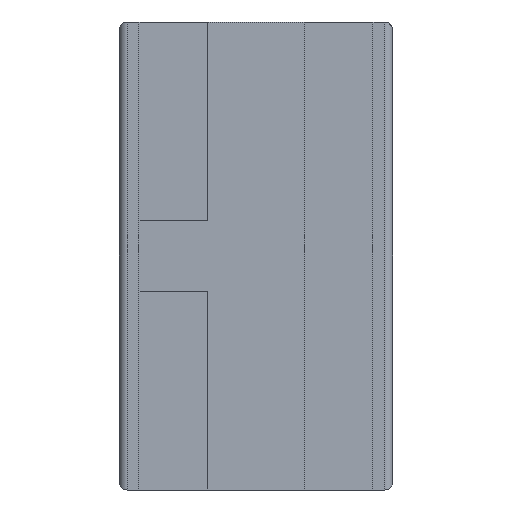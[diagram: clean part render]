
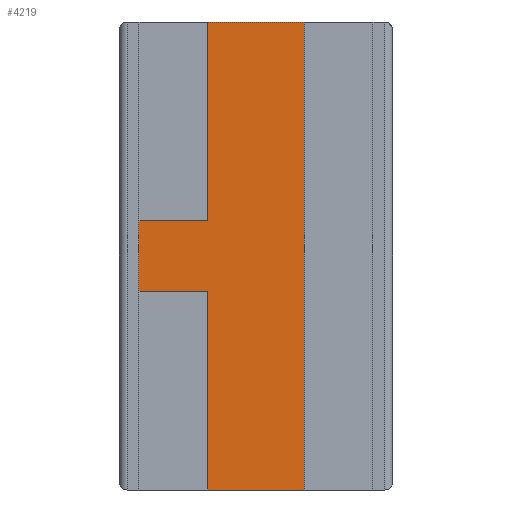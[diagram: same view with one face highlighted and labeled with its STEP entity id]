
A CAD part, front view. The second image highlights one B-rep face of the part: STEP entity #4219.
In plain terms, the highlighted planar face has unit normal (0, -1, 0).
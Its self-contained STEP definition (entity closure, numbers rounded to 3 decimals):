
#1072 = PLANE('',#1073);
#1073 = AXIS2_PLACEMENT_3D('',#1074,#1075,#1076);
#1074 = CARTESIAN_POINT('',(-17.5,20.,30.));
#1075 = DIRECTION('',(0.,0.,1.));
#1076 = DIRECTION('',(1.,0.,0.));
#1337 = PLANE('',#1338);
#1338 = AXIS2_PLACEMENT_3D('',#1339,#1340,#1341);
#1339 = CARTESIAN_POINT('',(-17.5,20.,-30.));
#1340 = DIRECTION('',(0.,0.,1.));
#1341 = DIRECTION('',(1.,0.,0.));
#2921 = VERTEX_POINT('',#2922);
#2922 = CARTESIAN_POINT('',(-15.,15.,30.));
#2936 = PLANE('',#2937);
#2937 = AXIS2_PLACEMENT_3D('',#2938,#2939,#2940);
#2938 = CARTESIAN_POINT('',(-15.,3.9,-30.));
#2939 = DIRECTION('',(-1.,0.,0.));
#2940 = DIRECTION('',(0.,1.,0.));
#2948 = EDGE_CURVE('',#2921,#2949,#2951,.T.);
#2949 = VERTEX_POINT('',#2950);
#2950 = CARTESIAN_POINT('',(15.,15.,30.));
#2951 = SURFACE_CURVE('',#2952,(#2956,#2963),.PCURVE_S1.);
#2952 = LINE('',#2953,#2954);
#2953 = CARTESIAN_POINT('',(-15.,15.,30.));
#2954 = VECTOR('',#2955,1.);
#2955 = DIRECTION('',(1.,0.,0.));
#2956 = PCURVE('',#1072,#2957);
#2957 = DEFINITIONAL_REPRESENTATION('',(#2958),#2962);
#2958 = LINE('',#2959,#2960);
#2959 = CARTESIAN_POINT('',(2.5,-5.));
#2960 = VECTOR('',#2961,1.);
#2961 = DIRECTION('',(1.,0.));
#2962 = ( GEOMETRIC_REPRESENTATION_CONTEXT(2) 
PARAMETRIC_REPRESENTATION_CONTEXT() REPRESENTATION_CONTEXT('2D SPACE',''
  ) );
#2963 = PCURVE('',#2964,#2969);
#2964 = PLANE('',#2965);
#2965 = AXIS2_PLACEMENT_3D('',#2966,#2967,#2968);
#2966 = CARTESIAN_POINT('',(-15.,15.,-30.));
#2967 = DIRECTION('',(0.,1.,0.));
#2968 = DIRECTION('',(1.,0.,0.));
#2969 = DEFINITIONAL_REPRESENTATION('',(#2970),#2974);
#2970 = LINE('',#2971,#2972);
#2971 = CARTESIAN_POINT('',(0.,-60.));
#2972 = VECTOR('',#2973,1.);
#2973 = DIRECTION('',(1.,0.));
#2974 = ( GEOMETRIC_REPRESENTATION_CONTEXT(2) 
PARAMETRIC_REPRESENTATION_CONTEXT() REPRESENTATION_CONTEXT('2D SPACE',''
  ) );
#2992 = PLANE('',#2993);
#2993 = AXIS2_PLACEMENT_3D('',#2994,#2995,#2996);
#2994 = CARTESIAN_POINT('',(15.,15.,-30.));
#2995 = DIRECTION('',(1.,0.,0.));
#2996 = DIRECTION('',(0.,-1.,0.));
#3529 = VERTEX_POINT('',#3530);
#3530 = CARTESIAN_POINT('',(-15.,15.,-30.));
#3551 = EDGE_CURVE('',#3529,#3552,#3554,.T.);
#3552 = VERTEX_POINT('',#3553);
#3553 = CARTESIAN_POINT('',(15.,15.,-30.));
#3554 = SURFACE_CURVE('',#3555,(#3559,#3566),.PCURVE_S1.);
#3555 = LINE('',#3556,#3557);
#3556 = CARTESIAN_POINT('',(-15.,15.,-30.));
#3557 = VECTOR('',#3558,1.);
#3558 = DIRECTION('',(1.,0.,0.));
#3559 = PCURVE('',#1337,#3560);
#3560 = DEFINITIONAL_REPRESENTATION('',(#3561),#3565);
#3561 = LINE('',#3562,#3563);
#3562 = CARTESIAN_POINT('',(2.5,-5.));
#3563 = VECTOR('',#3564,1.);
#3564 = DIRECTION('',(1.,0.));
#3565 = ( GEOMETRIC_REPRESENTATION_CONTEXT(2) 
PARAMETRIC_REPRESENTATION_CONTEXT() REPRESENTATION_CONTEXT('2D SPACE',''
  ) );
#3566 = PCURVE('',#2964,#3567);
#3567 = DEFINITIONAL_REPRESENTATION('',(#3568),#3572);
#3568 = LINE('',#3569,#3570);
#3569 = CARTESIAN_POINT('',(0.,0.));
#3570 = VECTOR('',#3571,1.);
#3571 = DIRECTION('',(1.,0.));
#3572 = ( GEOMETRIC_REPRESENTATION_CONTEXT(2) 
PARAMETRIC_REPRESENTATION_CONTEXT() REPRESENTATION_CONTEXT('2D SPACE',''
  ) );
#4169 = EDGE_CURVE('',#3552,#2949,#4170,.T.);
#4170 = SURFACE_CURVE('',#4171,(#4175,#4182),.PCURVE_S1.);
#4171 = LINE('',#4172,#4173);
#4172 = CARTESIAN_POINT('',(15.,15.,-30.));
#4173 = VECTOR('',#4174,1.);
#4174 = DIRECTION('',(0.,0.,1.));
#4175 = PCURVE('',#2992,#4176);
#4176 = DEFINITIONAL_REPRESENTATION('',(#4177),#4181);
#4177 = LINE('',#4178,#4179);
#4178 = CARTESIAN_POINT('',(0.,0.));
#4179 = VECTOR('',#4180,1.);
#4180 = DIRECTION('',(0.,-1.));
#4181 = ( GEOMETRIC_REPRESENTATION_CONTEXT(2) 
PARAMETRIC_REPRESENTATION_CONTEXT() REPRESENTATION_CONTEXT('2D SPACE',''
  ) );
#4182 = PCURVE('',#2964,#4183);
#4183 = DEFINITIONAL_REPRESENTATION('',(#4184),#4188);
#4184 = LINE('',#4185,#4186);
#4185 = CARTESIAN_POINT('',(30.,0.));
#4186 = VECTOR('',#4187,1.);
#4187 = DIRECTION('',(0.,-1.));
#4188 = ( GEOMETRIC_REPRESENTATION_CONTEXT(2) 
PARAMETRIC_REPRESENTATION_CONTEXT() REPRESENTATION_CONTEXT('2D SPACE',''
  ) );
#4219 = ADVANCED_FACE('',(#4220),#2964,.F.);
#4220 = FACE_BOUND('',#4221,.F.);
#4221 = EDGE_LOOP('',(#4222,#4243,#4244,#4245));
#4222 = ORIENTED_EDGE('',*,*,#4223,.T.);
#4223 = EDGE_CURVE('',#3529,#2921,#4224,.T.);
#4224 = SURFACE_CURVE('',#4225,(#4229,#4236),.PCURVE_S1.);
#4225 = LINE('',#4226,#4227);
#4226 = CARTESIAN_POINT('',(-15.,15.,-30.));
#4227 = VECTOR('',#4228,1.);
#4228 = DIRECTION('',(0.,0.,1.));
#4229 = PCURVE('',#2964,#4230);
#4230 = DEFINITIONAL_REPRESENTATION('',(#4231),#4235);
#4231 = LINE('',#4232,#4233);
#4232 = CARTESIAN_POINT('',(0.,0.));
#4233 = VECTOR('',#4234,1.);
#4234 = DIRECTION('',(0.,-1.));
#4235 = ( GEOMETRIC_REPRESENTATION_CONTEXT(2) 
PARAMETRIC_REPRESENTATION_CONTEXT() REPRESENTATION_CONTEXT('2D SPACE',''
  ) );
#4236 = PCURVE('',#2936,#4237);
#4237 = DEFINITIONAL_REPRESENTATION('',(#4238),#4242);
#4238 = LINE('',#4239,#4240);
#4239 = CARTESIAN_POINT('',(11.1,0.));
#4240 = VECTOR('',#4241,1.);
#4241 = DIRECTION('',(0.,-1.));
#4242 = ( GEOMETRIC_REPRESENTATION_CONTEXT(2) 
PARAMETRIC_REPRESENTATION_CONTEXT() REPRESENTATION_CONTEXT('2D SPACE',''
  ) );
#4243 = ORIENTED_EDGE('',*,*,#2948,.T.);
#4244 = ORIENTED_EDGE('',*,*,#4169,.F.);
#4245 = ORIENTED_EDGE('',*,*,#3551,.F.);
